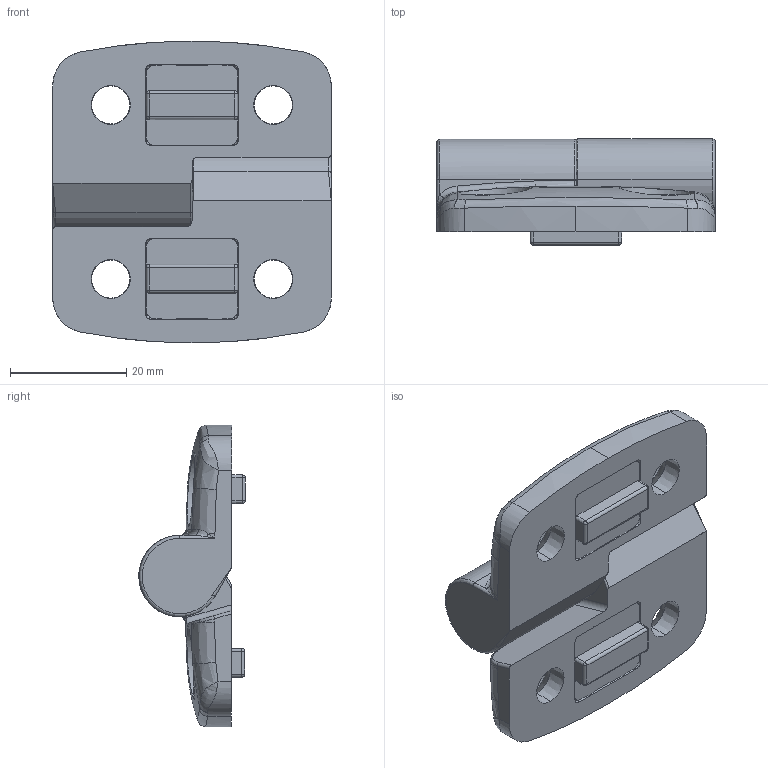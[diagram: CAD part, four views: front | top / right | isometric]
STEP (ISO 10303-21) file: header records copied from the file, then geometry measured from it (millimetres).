
FILE_DESCRIPTION (( 'STEP AP203' ), '1' );
FILE_NAME ('151081.step', '2021-06-03T16:15:59', ( '' ), ( '' ), 'SwSTEP 2.0', 'SolidWorks 2021', '' );
FILE_SCHEMA (( 'CONFIG_CONTROL_DESIGN' ));
Length unit declared in the file: millimetre
Products named in the file (1): 151081
Bounding box: 48 x 18.34 x 52 mm (x, y, z)
Volume: 16856.2 mm3; surface area: 10319.1 mm2
Topology: 4 solids, 4 shells, 390 faces, 948 edges, 540 vertices
Faces by surface type: cylinder 124, plane 90, torus 56, cone 54, bspline 50, sphere 16
Entity records: 14795 total; most frequent: CARTESIAN_POINT 6245, ORIENTED_EDGE 1832, DIRECTION 1706, EDGE_CURVE 916, AXIS2_PLACEMENT_3D 667, VERTEX_POINT 540, EDGE_LOOP 404, ADVANCED_FACE 390
